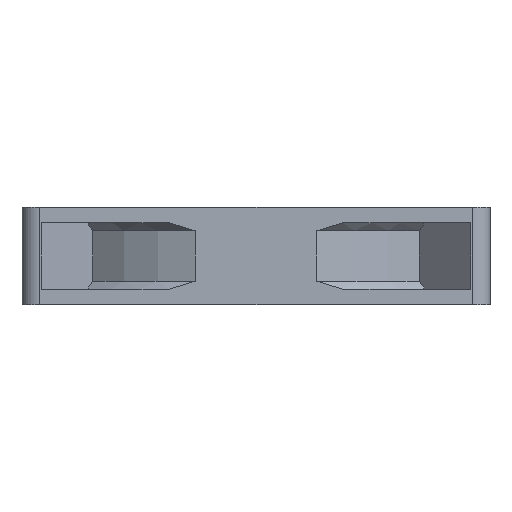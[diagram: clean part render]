
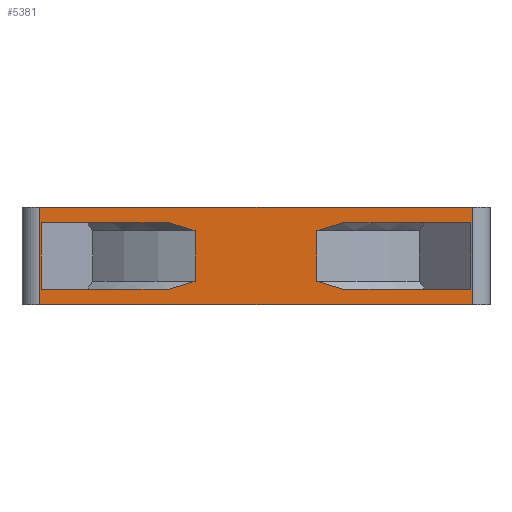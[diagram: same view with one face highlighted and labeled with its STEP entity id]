
A CAD part, left-side view. The second image highlights one B-rep face of the part: STEP entity #5381.
In plain terms, the highlighted planar face has unit normal (-1, 0, 0).
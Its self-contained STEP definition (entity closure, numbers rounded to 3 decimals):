
#33=(
BOUNDED_CURVE()
B_SPLINE_CURVE(2,(#9988,#9989,#9990),.UNSPECIFIED.,.F.,.F.)
B_SPLINE_CURVE_WITH_KNOTS((3,3),(-5.921,-5.233),
 .UNSPECIFIED.)
CURVE()
GEOMETRIC_REPRESENTATION_ITEM()
RATIONAL_B_SPLINE_CURVE((1.04,1.05,1.057))
REPRESENTATION_ITEM('')
);
#34=(
BOUNDED_CURVE()
B_SPLINE_CURVE(2,(#9994,#9995,#9996),.UNSPECIFIED.,.F.,.F.)
B_SPLINE_CURVE_WITH_KNOTS((3,3),(-1.816,-1.128),
 .UNSPECIFIED.)
CURVE()
GEOMETRIC_REPRESENTATION_ITEM()
RATIONAL_B_SPLINE_CURVE((1.057,1.05,1.04))
REPRESENTATION_ITEM('')
);
#35=(
BOUNDED_CURVE()
B_SPLINE_CURVE(2,(#10004,#10005,#10006),.UNSPECIFIED.,.F.,.F.)
B_SPLINE_CURVE_WITH_KNOTS((3,3),(-1.816,-1.128),
 .UNSPECIFIED.)
CURVE()
GEOMETRIC_REPRESENTATION_ITEM()
RATIONAL_B_SPLINE_CURVE((1.057,1.05,1.04))
REPRESENTATION_ITEM('')
);
#36=(
BOUNDED_CURVE()
B_SPLINE_CURVE(2,(#10013,#10014,#10015),.UNSPECIFIED.,.F.,.F.)
B_SPLINE_CURVE_WITH_KNOTS((3,3),(-5.921,-5.233),
 .UNSPECIFIED.)
CURVE()
GEOMETRIC_REPRESENTATION_ITEM()
RATIONAL_B_SPLINE_CURVE((1.04,1.05,1.057))
REPRESENTATION_ITEM('')
);
#70=PLANE('',#5715);
#192=FACE_BOUND('',#1490,.T.);
#193=FACE_BOUND('',#1491,.T.);
#236=LINE('',#9978,#610);
#237=LINE('',#9980,#611);
#238=LINE('',#9982,#612);
#239=LINE('',#9983,#613);
#240=LINE('',#9986,#614);
#241=LINE('',#9992,#615);
#242=LINE('',#9998,#616);
#243=LINE('',#9999,#617);
#244=LINE('',#10002,#618);
#245=LINE('',#10008,#619);
#246=LINE('',#10010,#620);
#247=LINE('',#10012,#621);
#610=VECTOR('',#6388,111.);
#611=VECTOR('',#6389,25.);
#612=VECTOR('',#6390,111.);
#613=VECTOR('',#6391,25.);
#614=VECTOR('',#6392,32.742);
#615=VECTOR('',#6393,13.);
#616=VECTOR('',#6394,32.742);
#617=VECTOR('',#6395,17.);
#618=VECTOR('',#6396,13.);
#619=VECTOR('',#6397,32.742);
#620=VECTOR('',#6398,17.);
#621=VECTOR('',#6399,32.742);
#1170=FACE_OUTER_BOUND('',#1489,.T.);
#1489=EDGE_LOOP('',(#3906,#3907,#3908,#3909));
#1490=EDGE_LOOP('',(#3910,#3911,#3912,#3913,#3914,#3915));
#1491=EDGE_LOOP('',(#3916,#3917,#3918,#3919,#3920,#3921));
#2317=VERTEX_POINT('',#9976);
#2318=VERTEX_POINT('',#9977);
#2319=VERTEX_POINT('',#9979);
#2320=VERTEX_POINT('',#9981);
#2321=VERTEX_POINT('',#9984);
#2322=VERTEX_POINT('',#9985);
#2323=VERTEX_POINT('',#9987);
#2324=VERTEX_POINT('',#9991);
#2325=VERTEX_POINT('',#9993);
#2326=VERTEX_POINT('',#9997);
#2327=VERTEX_POINT('',#10000);
#2328=VERTEX_POINT('',#10001);
#2329=VERTEX_POINT('',#10003);
#2330=VERTEX_POINT('',#10007);
#2331=VERTEX_POINT('',#10009);
#2332=VERTEX_POINT('',#10011);
#2924=EDGE_CURVE('',#2317,#2318,#236,.T.);
#2925=EDGE_CURVE('',#2319,#2318,#237,.T.);
#2926=EDGE_CURVE('',#2320,#2319,#238,.T.);
#2927=EDGE_CURVE('',#2320,#2317,#239,.T.);
#2928=EDGE_CURVE('',#2321,#2322,#240,.T.);
#2929=EDGE_CURVE('',#2321,#2323,#33,.T.);
#2930=EDGE_CURVE('',#2323,#2324,#241,.T.);
#2931=EDGE_CURVE('',#2324,#2325,#34,.T.);
#2932=EDGE_CURVE('',#2325,#2326,#242,.T.);
#2933=EDGE_CURVE('',#2322,#2326,#243,.T.);
#2934=EDGE_CURVE('',#2327,#2328,#244,.T.);
#2935=EDGE_CURVE('',#2327,#2329,#35,.T.);
#2936=EDGE_CURVE('',#2330,#2329,#245,.T.);
#2937=EDGE_CURVE('',#2330,#2331,#246,.T.);
#2938=EDGE_CURVE('',#2331,#2332,#247,.T.);
#2939=EDGE_CURVE('',#2332,#2328,#36,.T.);
#3906=ORIENTED_EDGE('',*,*,#2924,.T.);
#3907=ORIENTED_EDGE('',*,*,#2925,.F.);
#3908=ORIENTED_EDGE('',*,*,#2926,.F.);
#3909=ORIENTED_EDGE('',*,*,#2927,.T.);
#3910=ORIENTED_EDGE('',*,*,#2928,.F.);
#3911=ORIENTED_EDGE('',*,*,#2929,.T.);
#3912=ORIENTED_EDGE('',*,*,#2930,.T.);
#3913=ORIENTED_EDGE('',*,*,#2931,.T.);
#3914=ORIENTED_EDGE('',*,*,#2932,.T.);
#3915=ORIENTED_EDGE('',*,*,#2933,.F.);
#3916=ORIENTED_EDGE('',*,*,#2934,.F.);
#3917=ORIENTED_EDGE('',*,*,#2935,.T.);
#3918=ORIENTED_EDGE('',*,*,#2936,.F.);
#3919=ORIENTED_EDGE('',*,*,#2937,.T.);
#3920=ORIENTED_EDGE('',*,*,#2938,.T.);
#3921=ORIENTED_EDGE('',*,*,#2939,.T.);
#5381=ADVANCED_FACE('',(#1170,#192,#193),#70,.F.);
#5715=AXIS2_PLACEMENT_3D('',#9975,#6386,#6387);
#6386=DIRECTION('center_axis',(1.,0.,0.));
#6387=DIRECTION('ref_axis',(0.,0.,-1.));
#6388=DIRECTION('',(0.,-1.,0.));
#6389=DIRECTION('',(0.,0.,-1.));
#6390=DIRECTION('',(0.,-1.,0.));
#6391=DIRECTION('',(0.,0.,-1.));
#6392=DIRECTION('',(0.,-1.,0.));
#6393=DIRECTION('',(0.,0.,1.));
#6394=DIRECTION('',(0.,-1.,0.));
#6395=DIRECTION('',(0.,0.,1.));
#6396=DIRECTION('',(0.,0.,1.));
#6397=DIRECTION('',(0.,-1.,0.));
#6398=DIRECTION('',(0.,0.,1.));
#6399=DIRECTION('',(0.,-1.,0.));
#9975=CARTESIAN_POINT('Origin',(-60.,-55.5,12.5));
#9976=CARTESIAN_POINT('',(-60.,55.5,-12.5));
#9977=CARTESIAN_POINT('',(-60.,-55.5,-12.5));
#9978=CARTESIAN_POINT('',(-60.,55.5,-12.5));
#9979=CARTESIAN_POINT('',(-60.,-55.5,12.5));
#9980=CARTESIAN_POINT('',(-60.,-55.5,12.5));
#9981=CARTESIAN_POINT('',(-60.,55.5,12.5));
#9982=CARTESIAN_POINT('',(-60.,55.5,12.5));
#9983=CARTESIAN_POINT('',(-60.,55.5,12.5));
#9984=CARTESIAN_POINT('',(-60.,-22.271,-8.5));
#9985=CARTESIAN_POINT('',(-60.,-55.013,-8.5));
#9986=CARTESIAN_POINT('',(-60.,-22.271,-8.5));
#9987=CARTESIAN_POINT('',(-60.,-15.62,-6.5));
#9988=CARTESIAN_POINT('Ctrl Pts',(-60.,-22.271,-8.5));
#9989=CARTESIAN_POINT('Ctrl Pts',(-60.,-18.893,-7.324));
#9990=CARTESIAN_POINT('Ctrl Pts',(-60.,-15.62,-6.5));
#9991=CARTESIAN_POINT('',(-60.,-15.62,6.5));
#9992=CARTESIAN_POINT('',(-60.,-15.62,-6.5));
#9993=CARTESIAN_POINT('',(-60.,-22.271,8.5));
#9994=CARTESIAN_POINT('Ctrl Pts',(-60.,-15.62,6.5));
#9995=CARTESIAN_POINT('Ctrl Pts',(-60.,-18.893,7.324));
#9996=CARTESIAN_POINT('Ctrl Pts',(-60.,-22.271,8.5));
#9997=CARTESIAN_POINT('',(-60.,-55.013,8.5));
#9998=CARTESIAN_POINT('',(-60.,-22.271,8.5));
#9999=CARTESIAN_POINT('',(-60.,-55.013,-8.5));
#10000=CARTESIAN_POINT('',(-60.,15.62,-6.5));
#10001=CARTESIAN_POINT('',(-60.,15.62,6.5));
#10002=CARTESIAN_POINT('',(-60.,15.62,-6.5));
#10003=CARTESIAN_POINT('',(-60.,22.271,-8.5));
#10004=CARTESIAN_POINT('Ctrl Pts',(-60.,15.62,-6.5));
#10005=CARTESIAN_POINT('Ctrl Pts',(-60.,18.893,-7.324));
#10006=CARTESIAN_POINT('Ctrl Pts',(-60.,22.271,-8.5));
#10007=CARTESIAN_POINT('',(-60.,55.013,-8.5));
#10008=CARTESIAN_POINT('',(-60.,55.013,-8.5));
#10009=CARTESIAN_POINT('',(-60.,55.013,8.5));
#10010=CARTESIAN_POINT('',(-60.,55.013,-8.5));
#10011=CARTESIAN_POINT('',(-60.,22.271,8.5));
#10012=CARTESIAN_POINT('',(-60.,55.013,8.5));
#10013=CARTESIAN_POINT('Ctrl Pts',(-60.,22.271,8.5));
#10014=CARTESIAN_POINT('Ctrl Pts',(-60.,18.893,7.324));
#10015=CARTESIAN_POINT('Ctrl Pts',(-60.,15.62,6.5));
